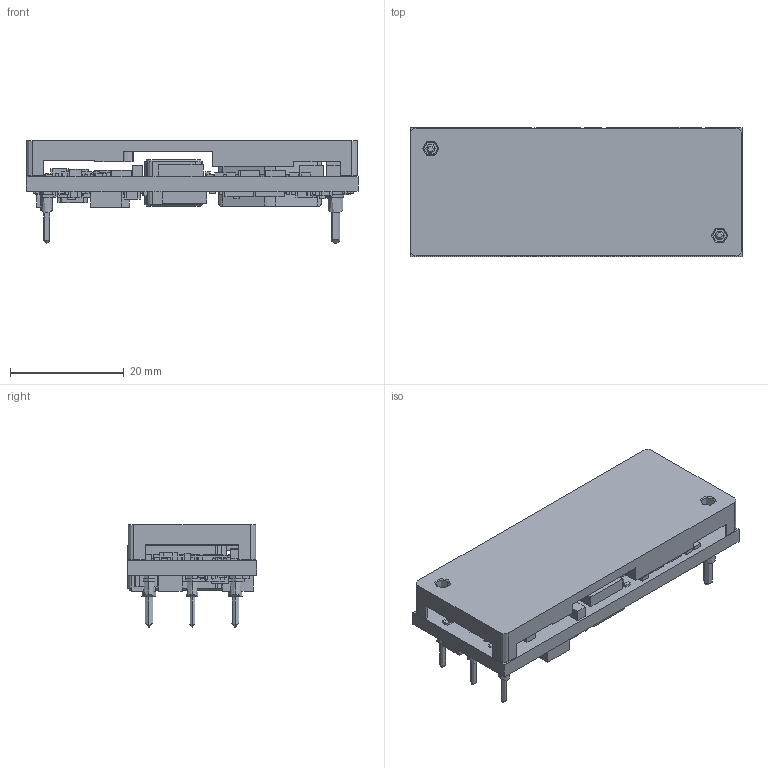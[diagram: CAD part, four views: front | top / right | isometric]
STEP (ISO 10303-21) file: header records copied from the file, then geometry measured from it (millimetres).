
FILE_DESCRIPTION(('FreeCAD Model'),'2;1');
FILE_NAME('Open CASCADE Shape Model','2025-09-29T20:18:45',('Author'),( ''),'Open CASCADE STEP processor 7.8','FreeCAD','Unknown');
FILE_SCHEMA(('AUTOMOTIVE_DESIGN { 1 0 10303 214 1 1 1 1 }'));
Length unit declared in the file: millimetre
Products named in the file (154): Unnamed; SOLID; SOLID001; SOLID002; SOLID003; SOLID004; SOLID005; SOLID006; SOLID007; SOLID008; SOLID009; SOLID010; SOLID011; SOLID012; SOLID013; SOLID014; SOLID015; SOLID016; SOLID017; SOLID018; SOLID019; SOLID020; SOLID021; SOLID022; SOLID023; SOLID024; SOLID025; SOLID026; SOLID027; SOLID028; SOLID029; SOLID030; SOLID031; SOLID032; SOLID033; SOLID034; SOLID035; SOLID036; SOLID037; SOLID038 ...
Assembly tree (307 placements, depth 3):
  Unnamed
    SOLID
    SOLID001
    SOLID002
    SOLID003
    SOLID004
    SOLID005
    SOLID006
    SOLID007
    SOLID008
    SOLID009
    SOLID010
    SOLID011
    SOLID012
    SOLID013
    SOLID014
    SOLID015
    SOLID016
    SOLID017
    SOLID018
    SOLID019
    SOLID020
    SOLID021
    SOLID022
    SOLID023
    SOLID024
    SOLID025
    SOLID026
    SOLID027
    SOLID028
    SOLID029
    SOLID030
    SOLID031
    SOLID032
    SOLID033
    SOLID034
    SOLID035
    SOLID036
    SOLID037
    SOLID038
    SOLID039
    SOLID040
    SOLID041
    SOLID042
    SOLID043
    SOLID044
    SOLID045
    SOLID046
    SOLID047
    SOLID048
    SOLID049
    SOLID050
    SOLID051
    SOLID052
    SOLID053
    SOLID054
    SOLID055
    SOLID056
    SOLID057
    SOLID058
Bounding box: 58.4 x 22.72 x 18.03 mm (x, y, z)
Volume: 20653.4 mm3; surface area: 22494.5 mm2
Topology: 300 solids, 300 shells, 2886 faces, 6599 edges, 4348 vertices
Faces by surface type: plane 2474, cylinder 316, cone 76, revolution 20
Entity records: 46812 total; most frequent: CARTESIAN_POINT 8854, DIRECTION 7159, ORIENTED_EDGE 6596, EDGE_CURVE 3298, LINE 2839, VECTOR 2839, VERTEX_POINT 2174, AXIS2_PLACEMENT_3D 2155
